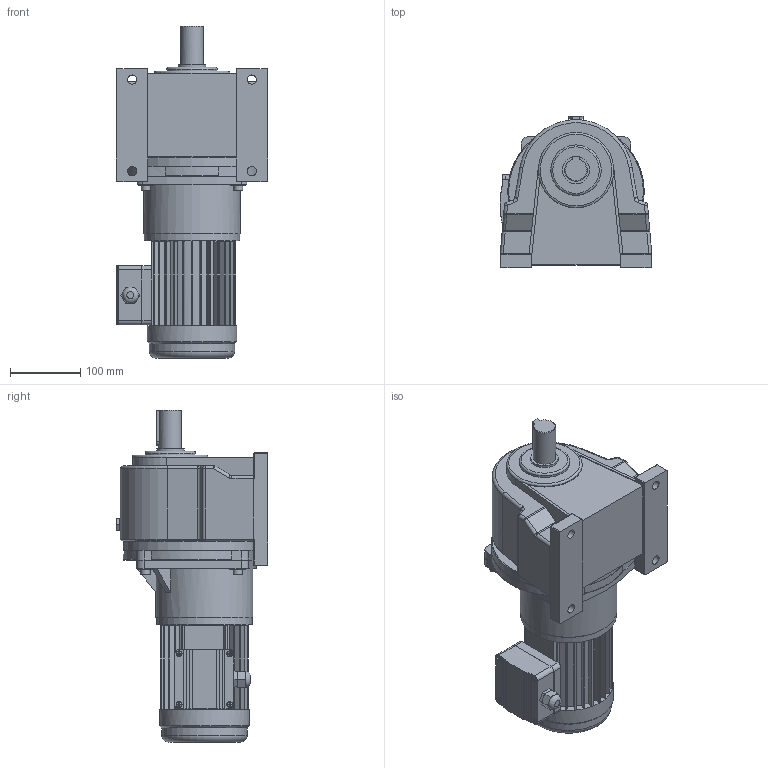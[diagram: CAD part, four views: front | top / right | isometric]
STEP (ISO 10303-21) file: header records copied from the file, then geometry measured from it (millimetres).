
FILE_DESCRIPTION(/* description */ (''),/* implementation_level */ '2;1');
FILE_NAME(/* name */ 'GH卧式高速比附三相、单相铝壳（刹车）齿轮减速马达[GH-32-200W-1000-S-G1-LD-HO].stp',/* time_stamp */ '2022-01-11T09:02:14+08:00',/* author */ ('Administrator'),/* organization */ (''),/* preprocessor_version */ 'ST-DEVELOPER v15.2',/* originating_system */ 'Autodesk Inventor 2014',/* authorisation */ '');
FILE_SCHEMA (('AUTOMOTIVE_DESIGN { 1 0 10303 214 3 1 1 }'));
Length unit declared in the file: millimetre
Products named in the file (3): STP_32_200W 1u4HP___G1_LD__HO_2__5; STP_32_200W 1u4HP___G1_LD__HO_2__1; [GH-32-200W-1000-S-G1-LD-HO]
Bounding box: 215 x 215.35 x 471 mm (x, y, z)
Volume: 8604757.6 mm3; surface area: 519797.2 mm2
Topology: 5 solids, 5 shells, 724 faces, 1814 edges, 1176 vertices
Faces by surface type: plane 559, cylinder 120, torus 24, sphere 16, bspline 3, cone 2
Full cylindrical faces by diameter (mm): 8 x4, 8.5 x4, 11 x4, 11.587 x1, 13 x4, 13.2 x4, 22 x5, 25.58 x1, 32 x1, 39 x1, 44 x1, 71.5 x1, 107.95 x1, 121 x1, 127 x1, 135.6 x1, 137.6 x1, 138 x1, 148 x1, 193.03 x1, 193.23 x1
Entity records: 21236 total; most frequent: CARTESIAN_POINT 3886, DIRECTION 3541, ORIENTED_EDGE 3466, EDGE_CURVE 1733, LINE 1331, VECTOR 1331, VERTEX_POINT 1160, AXIS2_PLACEMENT_3D 1105
